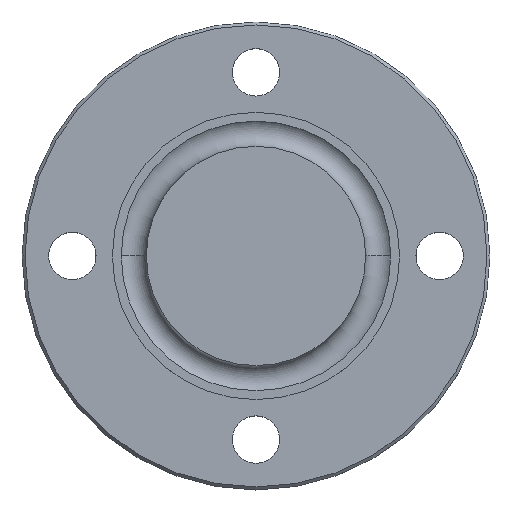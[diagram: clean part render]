
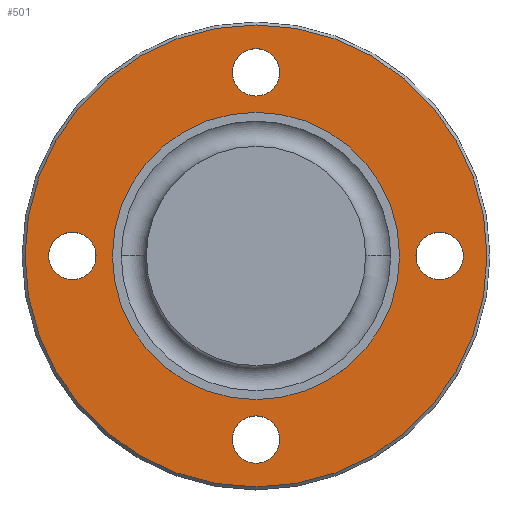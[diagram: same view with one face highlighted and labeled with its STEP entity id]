
A CAD part, top view. The second image highlights one B-rep face of the part: STEP entity #501.
In plain terms, the highlighted planar face has unit normal (0, 0, 1).
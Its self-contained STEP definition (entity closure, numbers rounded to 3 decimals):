
#2 = CIRCLE ( 'NONE', #695, 24.25 ) ;
#4 = AXIS2_PLACEMENT_3D ( 'NONE', #400, #691, #457 ) ;
#20 = EDGE_CURVE ( 'NONE', #51, #726, #2, .T. ) ;
#30 = EDGE_CURVE ( 'NONE', #388, #380, #595, .T. ) ;
#37 = AXIS2_PLACEMENT_3D ( 'NONE', #685, #537, #200 ) ;
#40 = CARTESIAN_POINT ( 'NONE',  ( -4., 31., 10. ) ) ;
#51 = VERTEX_POINT ( 'NONE', #396 ) ;
#53 = CARTESIAN_POINT ( 'NONE',  ( 4., -31., 10. ) ) ;
#64 = CARTESIAN_POINT ( 'NONE',  ( 0., 31., 10. ) ) ;
#75 = DIRECTION ( 'NONE',  ( 0., 0., 1. ) ) ;
#85 = DIRECTION ( 'NONE',  ( 1., 0., 0. ) ) ;
#87 = DIRECTION ( 'NONE',  ( 0., 0., 1. ) ) ;
#93 = VERTEX_POINT ( 'NONE', #53 ) ;
#95 = CIRCLE ( 'NONE', #593, 39. ) ;
#113 = CARTESIAN_POINT ( 'NONE',  ( -31., 0., 10. ) ) ;
#116 = FACE_BOUND ( 'NONE', #161, .T. ) ;
#117 = CIRCLE ( 'NONE', #495, 4. ) ;
#138 = VERTEX_POINT ( 'NONE', #384 ) ;
#145 = DIRECTION ( 'NONE',  ( 0., 0., 1. ) ) ;
#147 = CARTESIAN_POINT ( 'NONE',  ( 4., 31., 10. ) ) ;
#153 = DIRECTION ( 'NONE',  ( 0., 0., 1. ) ) ;
#159 = EDGE_CURVE ( 'NONE', #380, #388, #608, .T. ) ;
#161 = EDGE_LOOP ( 'NONE', ( #205, #647 ) ) ;
#162 = CIRCLE ( 'NONE', #367, 4. ) ;
#166 = VERTEX_POINT ( 'NONE', #496 ) ;
#170 = DIRECTION ( 'NONE',  ( 0., 1., 0. ) ) ;
#178 = EDGE_CURVE ( 'NONE', #525, #180, #162, .T. ) ;
#180 = VERTEX_POINT ( 'NONE', #674 ) ;
#187 = AXIS2_PLACEMENT_3D ( 'NONE', #574, #638, #228 ) ;
#188 = DIRECTION ( 'NONE',  ( 0., 0., 1. ) ) ;
#191 = DIRECTION ( 'NONE',  ( 0., 0., 1. ) ) ;
#200 = DIRECTION ( 'NONE',  ( 1., 0., 0. ) ) ;
#201 = FACE_BOUND ( 'NONE', #337, .T. ) ;
#205 = ORIENTED_EDGE ( 'NONE', *, *, #250, .F. ) ;
#206 = CIRCLE ( 'NONE', #4, 4. ) ;
#220 = CARTESIAN_POINT ( 'NONE',  ( -31., 0., 10. ) ) ;
#228 = DIRECTION ( 'NONE',  ( -1., 0., 0. ) ) ;
#231 = CARTESIAN_POINT ( 'NONE',  ( 0., -31., 10. ) ) ;
#235 = CARTESIAN_POINT ( 'NONE',  ( 31., 4., 10. ) ) ;
#238 = AXIS2_PLACEMENT_3D ( 'NONE', #64, #279, #330 ) ;
#242 = ORIENTED_EDGE ( 'NONE', *, *, #473, .T. ) ;
#250 = EDGE_CURVE ( 'NONE', #180, #525, #427, .T. ) ;
#267 = DIRECTION ( 'NONE',  ( 0., 0., 1. ) ) ;
#273 = AXIS2_PLACEMENT_3D ( 'NONE', #220, #267, #170 ) ;
#274 = DIRECTION ( 'NONE',  ( 0., 1., 0. ) ) ;
#278 = EDGE_LOOP ( 'NONE', ( #590, #409 ) ) ;
#279 = DIRECTION ( 'NONE',  ( 0., 0., 1. ) ) ;
#282 = ORIENTED_EDGE ( 'NONE', *, *, #317, .F. ) ;
#290 = CARTESIAN_POINT ( 'NONE',  ( -24.25, 0., 10. ) ) ;
#301 = VERTEX_POINT ( 'NONE', #235 ) ;
#313 = AXIS2_PLACEMENT_3D ( 'NONE', #641, #75, #85 ) ;
#315 = DIRECTION ( 'NONE',  ( 1., 0., 0. ) ) ;
#317 = EDGE_CURVE ( 'NONE', #375, #93, #206, .T. ) ;
#324 = ORIENTED_EDGE ( 'NONE', *, *, #604, .F. ) ;
#330 = DIRECTION ( 'NONE',  ( 1., 0., 0. ) ) ;
#334 = CIRCLE ( 'NONE', #572, 4. ) ;
#337 = EDGE_LOOP ( 'NONE', ( #282, #625 ) ) ;
#349 = EDGE_CURVE ( 'NONE', #93, #375, #334, .T. ) ;
#352 = FACE_BOUND ( 'NONE', #278, .T. ) ;
#360 = DIRECTION ( 'NONE',  ( 1., 0., 0. ) ) ;
#367 = AXIS2_PLACEMENT_3D ( 'NONE', #113, #554, #274 ) ;
#375 = VERTEX_POINT ( 'NONE', #516 ) ;
#380 = VERTEX_POINT ( 'NONE', #40 ) ;
#384 = CARTESIAN_POINT ( 'NONE',  ( -39., 0., 10. ) ) ;
#387 = FACE_BOUND ( 'NONE', #503, .T. ) ;
#388 = VERTEX_POINT ( 'NONE', #147 ) ;
#396 = CARTESIAN_POINT ( 'NONE',  ( 24.25, 0., 10. ) ) ;
#400 = CARTESIAN_POINT ( 'NONE',  ( 0., -31., 10. ) ) ;
#409 = ORIENTED_EDGE ( 'NONE', *, *, #159, .F. ) ;
#418 = CARTESIAN_POINT ( 'NONE',  ( 0., 0., 10. ) ) ;
#427 = CIRCLE ( 'NONE', #273, 4. ) ;
#436 = ORIENTED_EDGE ( 'NONE', *, *, #474, .F. ) ;
#438 = DIRECTION ( 'NONE',  ( 0., 0., 1. ) ) ;
#445 = PLANE ( 'NONE',  #187 ) ;
#451 = DIRECTION ( 'NONE',  ( -1., 0., 0. ) ) ;
#457 = DIRECTION ( 'NONE',  ( -1., 0., 0. ) ) ;
#464 = DIRECTION ( 'NONE',  ( 0., -1., 0. ) ) ;
#465 = ORIENTED_EDGE ( 'NONE', *, *, #20, .F. ) ;
#473 = EDGE_CURVE ( 'NONE', #166, #138, #95, .T. ) ;
#474 = EDGE_CURVE ( 'NONE', #301, #621, #117, .T. ) ;
#477 = DIRECTION ( 'NONE',  ( 0., -1., 0. ) ) ;
#483 = CARTESIAN_POINT ( 'NONE',  ( 31., -4., 10. ) ) ;
#487 = ORIENTED_EDGE ( 'NONE', *, *, #541, .F. ) ;
#488 = DIRECTION ( 'NONE',  ( 1., 0., 0. ) ) ;
#495 = AXIS2_PLACEMENT_3D ( 'NONE', #699, #188, #464 ) ;
#496 = CARTESIAN_POINT ( 'NONE',  ( 39., 0., 10. ) ) ;
#501 = ADVANCED_FACE ( 'NONE', ( #116, #201, #387, #650, #620, #352 ), #445, .F. ) ;
#503 = EDGE_LOOP ( 'NONE', ( #324, #436 ) ) ;
#506 = AXIS2_PLACEMENT_3D ( 'NONE', #655, #153, #477 ) ;
#514 = CARTESIAN_POINT ( 'NONE',  ( -31., -4., 10. ) ) ;
#516 = CARTESIAN_POINT ( 'NONE',  ( -4., -31., 10. ) ) ;
#518 = CARTESIAN_POINT ( 'NONE',  ( 0., 0., 10. ) ) ;
#521 = CIRCLE ( 'NONE', #506, 4. ) ;
#525 = VERTEX_POINT ( 'NONE', #514 ) ;
#531 = CIRCLE ( 'NONE', #313, 39. ) ;
#537 = DIRECTION ( 'NONE',  ( 0., 0., 1. ) ) ;
#541 = EDGE_CURVE ( 'NONE', #726, #51, #633, .T. ) ;
#554 = DIRECTION ( 'NONE',  ( 0., 0., 1. ) ) ;
#572 = AXIS2_PLACEMENT_3D ( 'NONE', #231, #191, #451 ) ;
#574 = CARTESIAN_POINT ( 'NONE',  ( 0., 39., 10. ) ) ;
#590 = ORIENTED_EDGE ( 'NONE', *, *, #30, .F. ) ;
#593 = AXIS2_PLACEMENT_3D ( 'NONE', #518, #87, #360 ) ;
#595 = CIRCLE ( 'NONE', #624, 4. ) ;
#604 = EDGE_CURVE ( 'NONE', #621, #301, #521, .T. ) ;
#608 = CIRCLE ( 'NONE', #238, 4. ) ;
#620 = FACE_OUTER_BOUND ( 'NONE', #653, .T. ) ;
#621 = VERTEX_POINT ( 'NONE', #483 ) ;
#624 = AXIS2_PLACEMENT_3D ( 'NONE', #669, #438, #488 ) ;
#625 = ORIENTED_EDGE ( 'NONE', *, *, #349, .F. ) ;
#633 = CIRCLE ( 'NONE', #37, 24.25 ) ;
#637 = ORIENTED_EDGE ( 'NONE', *, *, #711, .T. ) ;
#638 = DIRECTION ( 'NONE',  ( 0., 0., -1. ) ) ;
#641 = CARTESIAN_POINT ( 'NONE',  ( 0., 0., 10. ) ) ;
#647 = ORIENTED_EDGE ( 'NONE', *, *, #178, .F. ) ;
#650 = FACE_BOUND ( 'NONE', #700, .T. ) ;
#653 = EDGE_LOOP ( 'NONE', ( #637, #242 ) ) ;
#655 = CARTESIAN_POINT ( 'NONE',  ( 31., 0., 10. ) ) ;
#669 = CARTESIAN_POINT ( 'NONE',  ( 0., 31., 10. ) ) ;
#674 = CARTESIAN_POINT ( 'NONE',  ( -31., 4., 10. ) ) ;
#685 = CARTESIAN_POINT ( 'NONE',  ( 0., 0., 10. ) ) ;
#691 = DIRECTION ( 'NONE',  ( 0., 0., 1. ) ) ;
#695 = AXIS2_PLACEMENT_3D ( 'NONE', #418, #145, #315 ) ;
#699 = CARTESIAN_POINT ( 'NONE',  ( 31., 0., 10. ) ) ;
#700 = EDGE_LOOP ( 'NONE', ( #465, #487 ) ) ;
#711 = EDGE_CURVE ( 'NONE', #138, #166, #531, .T. ) ;
#726 = VERTEX_POINT ( 'NONE', #290 ) ;
